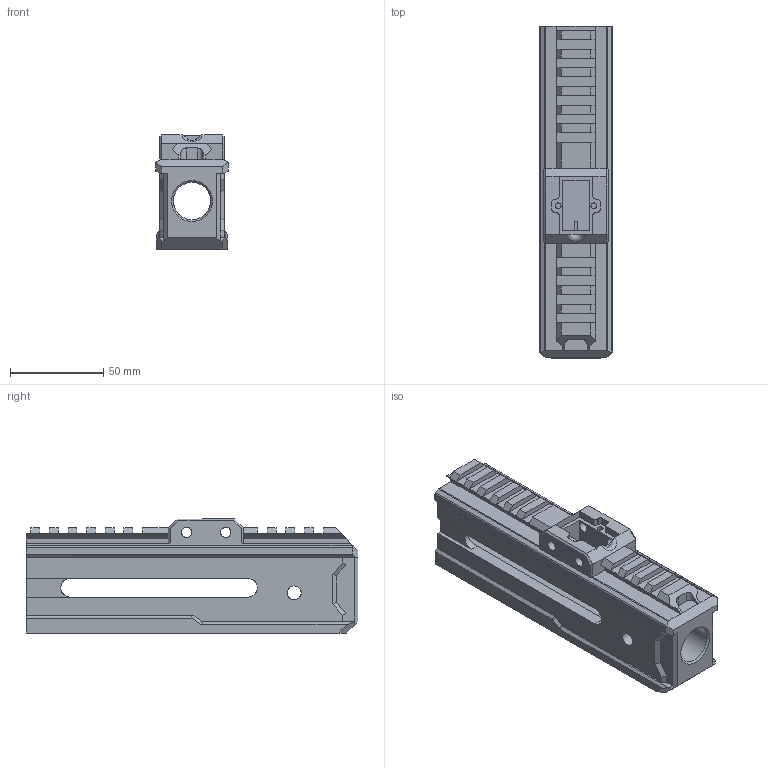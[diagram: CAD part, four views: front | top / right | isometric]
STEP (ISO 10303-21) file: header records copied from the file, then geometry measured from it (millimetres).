
FILE_DESCRIPTION(('HOOPS Exchange Step'),'2;1');
FILE_NAME('temp_export','2026-04-05T14:20:54-05:00',('mobile'),('Shapr3D Limited'),'HOOPS Exchange 2025.9','Shapr3D','Authorized');
FILE_SCHEMA( ('AP242_MANAGED_MODEL_BASED_3D_ENGINEERING_MIM_LF {1 0 10303 442 1 1 4}') );
Length unit declared in the file: millimetre
Products named in the file (4): Upper hand guard; DONE; HG top front.step; root
Assembly tree (3 placements, depth 4):
  root
    HG top front.step
      DONE
        Upper hand guard
Bounding box: 39.02 x 178.32 x 61.31 mm (x, y, z)
Volume: 219980.4 mm3; surface area: 61995.9 mm2
Topology: 1 solids, 1 shells, 268 faces, 760 edges, 495 vertices
Faces by surface type: plane 193, cylinder 53, bspline 15, cone 6, torus 1
Full cylindrical faces by diameter (mm): 3 x2, 4.9 x4, 5.5 x3, 7.5 x2, 20 x1
Entity records: 10388 total; most frequent: CARTESIAN_POINT 3380, ORIENTED_EDGE 1520, DIRECTION 1305, EDGE_CURVE 760, VECTOR 607, LINE 607, VERTEX_POINT 495, AXIS2_PLACEMENT_3D 349
